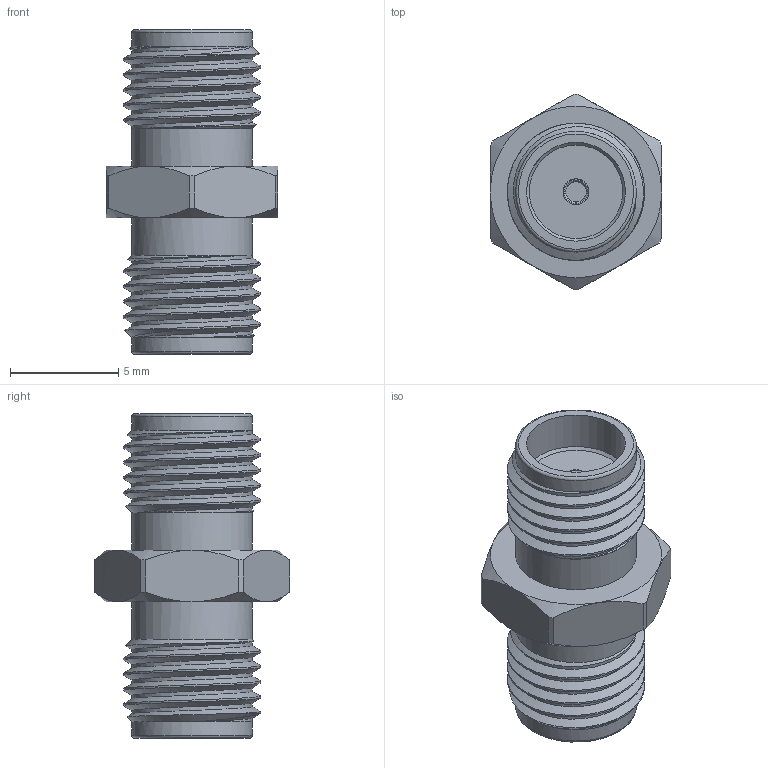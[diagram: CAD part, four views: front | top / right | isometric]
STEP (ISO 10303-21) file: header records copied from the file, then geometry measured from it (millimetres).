
FILE_DESCRIPTION (( 'STEP AP203' ), '1' );
FILE_NAME ('SM4947_3D.step', '2022-01-24T15:15:35', ( '' ), ( '' ), 'SwSTEP 2.0', 'SolidWorks 2021', '' );
FILE_SCHEMA (( 'CONFIG_CONTROL_DESIGN' ));
Length unit declared in the file: inch
Products named in the file (1): SM4947_3D
Bounding box: 7.94 x 9.03 x 15 mm (x, y, z)
Volume: 392 mm3; surface area: 556.1 mm2
Topology: 1 solids, 1 shells, 78 faces, 188 edges, 118 vertices
Faces by surface type: plane 30, cone 22, cylinder 18, bspline 6, torus 2
Full cylindrical faces by diameter (mm): 0.94 x2, 1.194 x2, 4.572 x2, 5.582 x4
Entity records: 5913 total; most frequent: CARTESIAN_POINT 4215, ORIENTED_EDGE 332, DIRECTION 318, EDGE_CURVE 166, AXIS2_PLACEMENT_3D 137, VERTEX_POINT 110, EDGE_LOOP 98, FACE_OUTER_BOUND 90
